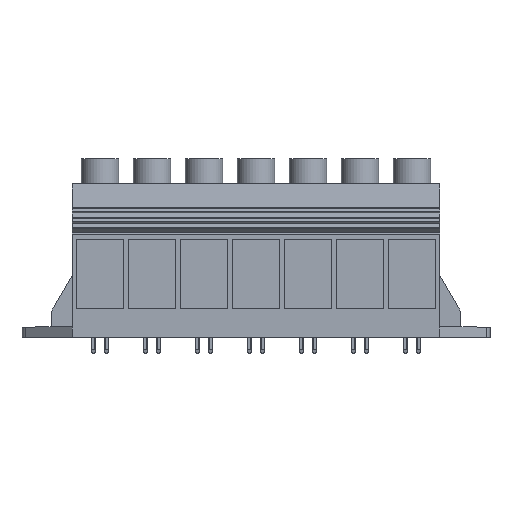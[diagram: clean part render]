
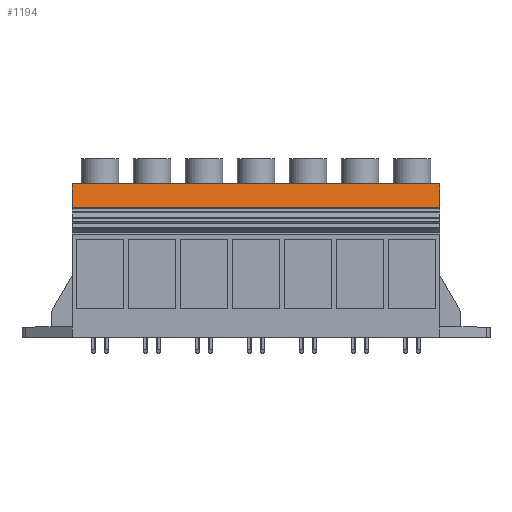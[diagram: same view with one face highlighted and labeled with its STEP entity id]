
A CAD part, top view. The second image highlights one B-rep face of the part: STEP entity #1194.
In plain terms, the highlighted planar face has unit normal (0, 0.174, 0.985).
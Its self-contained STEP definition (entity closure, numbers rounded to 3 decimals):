
#254=CARTESIAN_POINT('Vertex',(120.5,48.8,22.22)) ;
#394=CARTESIAN_POINT('Vertex',(14.5,48.8,22.22)) ;
#397=CARTESIAN_POINT('Line Origine',(67.5,48.8,22.22)) ;
#720=CARTESIAN_POINT('Vertex',(14.5,41.899,23.437)) ;
#723=CARTESIAN_POINT('Line Origine',(14.5,45.35,22.828)) ;
#1171=CARTESIAN_POINT('Axis2P3D Location',(59.5,34.3,24.777)) ;
#1176=CARTESIAN_POINT('Line Origine',(67.5,41.899,23.437)) ;
#1180=CARTESIAN_POINT('Vertex',(120.5,41.899,23.437)) ;
#1183=CARTESIAN_POINT('Line Origine',(120.5,45.35,22.828)) ;
#398=DIRECTION('Vector Direction',(1.,0.,0.)) ;
#724=DIRECTION('Vector Direction',(0.,0.985,-0.174)) ;
#1172=DIRECTION('Axis2P3D Direction',(0.,-0.174,-0.985)) ;
#1173=DIRECTION('Axis2P3D XDirection',(0.,0.985,-0.174)) ;
#1177=DIRECTION('Vector Direction',(1.,0.,0.)) ;
#1184=DIRECTION('Vector Direction',(0.,0.985,-0.174)) ;
#1174=AXIS2_PLACEMENT_3D('Plane Axis2P3D',#1171,#1172,#1173) ;
#1189=ORIENTED_EDGE('',*,*,#727,.F.) ;
#1190=ORIENTED_EDGE('',*,*,#1182,.T.) ;
#1191=ORIENTED_EDGE('',*,*,#1187,.T.) ;
#1192=ORIENTED_EDGE('',*,*,#401,.F.) ;
#399=VECTOR('Line Direction',#398,1.) ;
#725=VECTOR('Line Direction',#724,1.) ;
#1178=VECTOR('Line Direction',#1177,1.) ;
#1185=VECTOR('Line Direction',#1184,1.) ;
#1194=ADVANCED_FACE('HOUSING',(#1193),#1175,.F.) ;
#401=EDGE_CURVE('',#395,#255,#400,.T.) ;
#727=EDGE_CURVE('',#721,#395,#726,.T.) ;
#1182=EDGE_CURVE('',#721,#1181,#1179,.T.) ;
#1187=EDGE_CURVE('',#1181,#255,#1186,.T.) ;
#1188=EDGE_LOOP('',(#1189,#1190,#1191,#1192)) ;
#1193=FACE_OUTER_BOUND('',#1188,.T.) ;
#400=LINE('Line',#397,#399) ;
#726=LINE('Line',#723,#725) ;
#1179=LINE('Line',#1176,#1178) ;
#1186=LINE('Line',#1183,#1185) ;
#1175=PLANE('',#1174) ;
#255=VERTEX_POINT('',#254) ;
#395=VERTEX_POINT('',#394) ;
#721=VERTEX_POINT('',#720) ;
#1181=VERTEX_POINT('',#1180) ;
